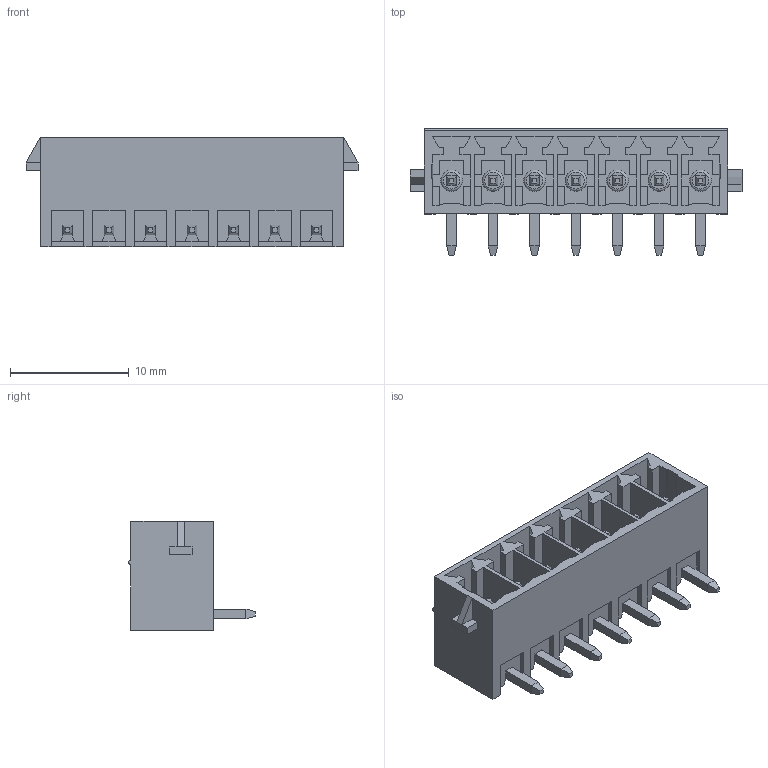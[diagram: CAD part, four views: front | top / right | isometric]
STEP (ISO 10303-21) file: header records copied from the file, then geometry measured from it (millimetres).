
FILE_DESCRIPTION( ( 'Unknown' ), '1' );
FILE_NAME( '691305140007.stp', 'Unknown', ( 'Unknown' ), ( 'Unknown' ), 'PSStep 18.0.17', 'Unknown', ' ' );
FILE_SCHEMA( ( 'AUTOMOTIVE_DESIGN { 1 0 10303 214 1 1 1 1 }' ) );
Length unit declared in the file: millimetre
Products named in the file (3): Assem1; 6913051400xx_PIN; 691305140007
Assembly tree (8 placements, depth 2):
  Assem1
    6913051400xx_PIN  x7
    691305140007
Bounding box: 28 x 10.7 x 9.2 mm (x, y, z)
Volume: 764.3 mm3; surface area: 2628.9 mm2
Topology: 8 solids, 8 shells, 452 faces, 1223 edges, 794 vertices
Faces by surface type: plane 423, cylinder 22, torus 7
Full cylindrical faces by diameter (mm): 1.8 x7
Entity records: 14007 total; most frequent: CARTESIAN_POINT 1994, ORIENTED_EDGE 1960, DIRECTION 1751, EDGE_CURVE 980, LINE 927, VECTOR 927, VERTEX_POINT 655, AXIS2_PLACEMENT_3D 412
